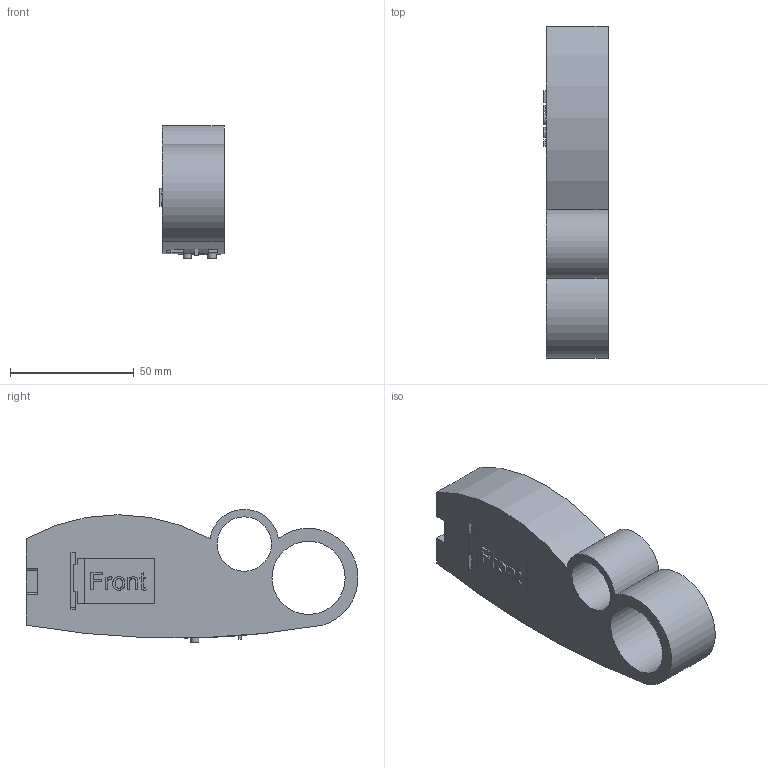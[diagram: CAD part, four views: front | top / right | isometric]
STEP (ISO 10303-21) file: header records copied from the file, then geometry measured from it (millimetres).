
FILE_DESCRIPTION(/* description */ (''),/* implementation_level */ '2;1');
FILE_NAME(/* name */ 'Controllerbody v24.stp',/* time_stamp */ '2025-09-12T00:25:15+02:00',/* author */ (''),/* organization */ (''),/* preprocessor_version */ 'ST-DEVELOPER v20.1',/* originating_system */ 'Autodesk Translation Framework v14.10.0.0',/* authorisation */ '');
FILE_SCHEMA (('AUTOMOTIVE_DESIGN { 1 0 10303 214 3 1 1 }'));
Length unit declared in the file: millimetre
Products named in the file (6): Controller-body; OLED Display; ESP32 TTGO; Joystick; battery; Small Button
Assembly tree (6 placements, depth 2):
  Controller-body
    OLED Display
    ESP32 TTGO
    Joystick
    battery
    Small Button  x2
Bounding box: 26 x 134.14 x 53.74 mm (x, y, z)
Volume: 72873 mm3; surface area: 45035.9 mm2
Topology: 7 solids, 7 shells, 428 faces, 1197 edges, 789 vertices
Faces by surface type: plane 370, bspline 42, cylinder 16
Full cylindrical faces by diameter (mm): 3.4 x2, 22 x1, 29.6 x1
Entity records: 13337 total; most frequent: CARTESIAN_POINT 2995, ORIENTED_EDGE 2252, DIRECTION 1847, EDGE_CURVE 1126, LINE 977, VECTOR 977, VERTEX_POINT 743, AXIS2_PLACEMENT_3D 435
